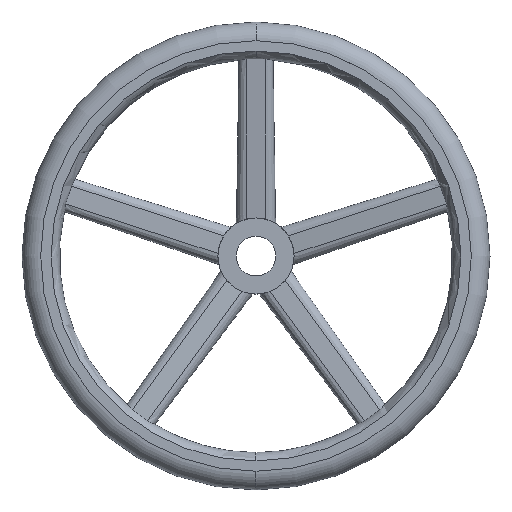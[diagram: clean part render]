
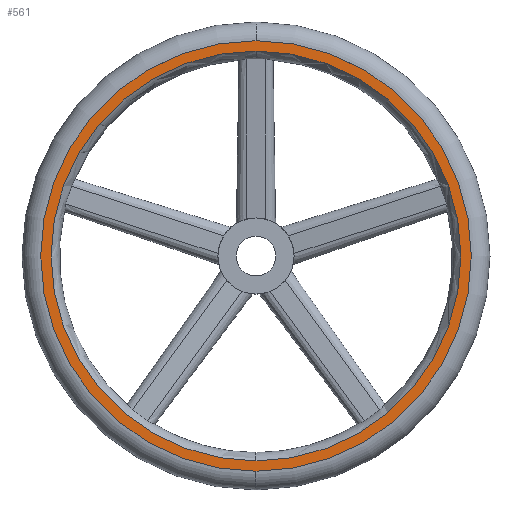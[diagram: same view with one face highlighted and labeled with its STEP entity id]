
A CAD part, top view. The second image highlights one B-rep face of the part: STEP entity #561.
In plain terms, the highlighted planar face has unit normal (0, 0, 1).
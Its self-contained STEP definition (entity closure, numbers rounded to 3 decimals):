
#277=EDGE_CURVE('',#591,#515,#777,.T.);
#289=EDGE_CURVE('',#515,#591,#791,.T.);
#339=VERTEX_POINT('',#845);
#445=EDGE_CURVE('',#575,#339,#959,.T.);
#493=EDGE_CURVE('',#339,#679,#1008,.T.);
#515=VERTEX_POINT('',#1031);
#561=ADVANCED_FACE('',(#1087,#1088),#1089,.F.);
#575=VERTEX_POINT('',#1103);
#591=VERTEX_POINT('',#1120);
#651=EDGE_CURVE('',#679,#575,#1188,.T.);
#679=VERTEX_POINT('',#1220);
#777=CIRCLE('',#1323,184.0);
#791=CIRCLE('',#1402,184.0);
#845=CARTESIAN_POINT('',(0.,175.156,60.333));
#959=CIRCLE('',#2001,175.156);
#1008=CIRCLE('',#2185,175.156);
#1031=CARTESIAN_POINT('',(0.,184.0,60.333));
#1087=FACE_BOUND('',#2321,.T.);
#1088=FACE_OUTER_BOUND('',#2322,.T.);
#1089=PLANE('',#2323);
#1103=CARTESIAN_POINT('',(0.,-175.156,60.333));
#1120=CARTESIAN_POINT('',(0.,-184.0,60.333));
#1188=CIRCLE('',#2598,175.156);
#1220=CARTESIAN_POINT('',(-175.156,0.,60.333));
#1323=AXIS2_PLACEMENT_3D('',#2976,#2977,#2978);
#1402=AXIS2_PLACEMENT_3D('',#3006,#3007,#3008);
#2001=AXIS2_PLACEMENT_3D('',#3167,#3168,#3169);
#2185=AXIS2_PLACEMENT_3D('',#3207,#3208,#3209);
#2321=EDGE_LOOP('',(#3319,#3320,#3321));
#2322=EDGE_LOOP('',(#3322,#3323));
#2323=AXIS2_PLACEMENT_3D('',#3324,#3325,#3326);
#2598=AXIS2_PLACEMENT_3D('',#3433,#3434,#3435);
#2976=CARTESIAN_POINT('',(0.,0.,60.333));
#2977=DIRECTION('',(0.,0.,1.0));
#2978=DIRECTION('',(0.,1.0,0.));
#3006=CARTESIAN_POINT('',(0.,0.,60.333));
#3007=DIRECTION('',(0.,0.,1.0));
#3008=DIRECTION('',(0.,1.0,0.));
#3167=CARTESIAN_POINT('',(0.,0.,60.333));
#3168=DIRECTION('',(0.,0.,1.0));
#3169=DIRECTION('',(1.0,0.0,0.));
#3207=CARTESIAN_POINT('',(0.,0.,60.333));
#3208=DIRECTION('',(0.,0.,1.0));
#3209=DIRECTION('',(1.0,0.0,0.));
#3319=ORIENTED_EDGE('',*,*,#651,.F.);
#3320=ORIENTED_EDGE('',*,*,#493,.F.);
#3321=ORIENTED_EDGE('',*,*,#445,.F.);
#3322=ORIENTED_EDGE('',*,*,#289,.T.);
#3323=ORIENTED_EDGE('',*,*,#277,.T.);
#3324=CARTESIAN_POINT('',(0.,176.0,60.333));
#3325=DIRECTION('',(0.,0.,-1.0));
#3326=DIRECTION('',(0.,-1.0,0.0));
#3433=CARTESIAN_POINT('',(0.,0.,60.333));
#3434=DIRECTION('',(0.,0.,1.0));
#3435=DIRECTION('',(1.0,0.0,0.));
